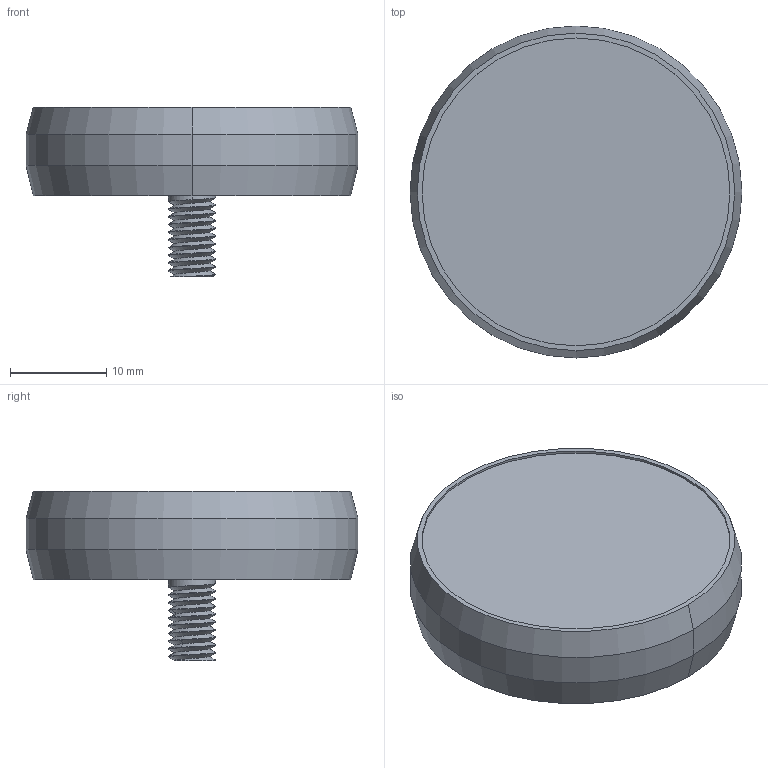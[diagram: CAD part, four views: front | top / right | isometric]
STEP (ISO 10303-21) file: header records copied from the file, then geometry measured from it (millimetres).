
FILE_DESCRIPTION((''),'2;1');
FILE_NAME('158490_SW','2011-10-06T',('banengservice'),('BANNER ENGINEERING'),'PRO/ENGINEER BY PARAMETRIC TECHNOLOGY CORPORATION, 2009141','PRO/ENGINEER BY PARAMETRIC TECHNOLOGY CORPORATION, 2009141','');
FILE_SCHEMA(('CONFIG_CONTROL_DESIGN'));
Length unit declared in the file: inch
Products named in the file (1): 158490_SW
Bounding box: 34.5 x 34.5 x 17.6 mm (x, y, z)
Volume: 6262.5 mm3; surface area: 3195.2 mm2
Topology: 1 solids, 1 shells, 46 faces, 111 edges, 71 vertices
Faces by surface type: cylinder 25, cone 8, plane 7, bspline 6
Entity records: 2984 total; most frequent: CARTESIAN_POINT 1962, ORIENTED_EDGE 222, DIRECTION 165, EDGE_CURVE 111, VERTEX_POINT 71, AXIS2_PLACEMENT_3D 63, EDGE_LOOP 50, B_SPLINE_CURVE_WITH_KNOTS 49
